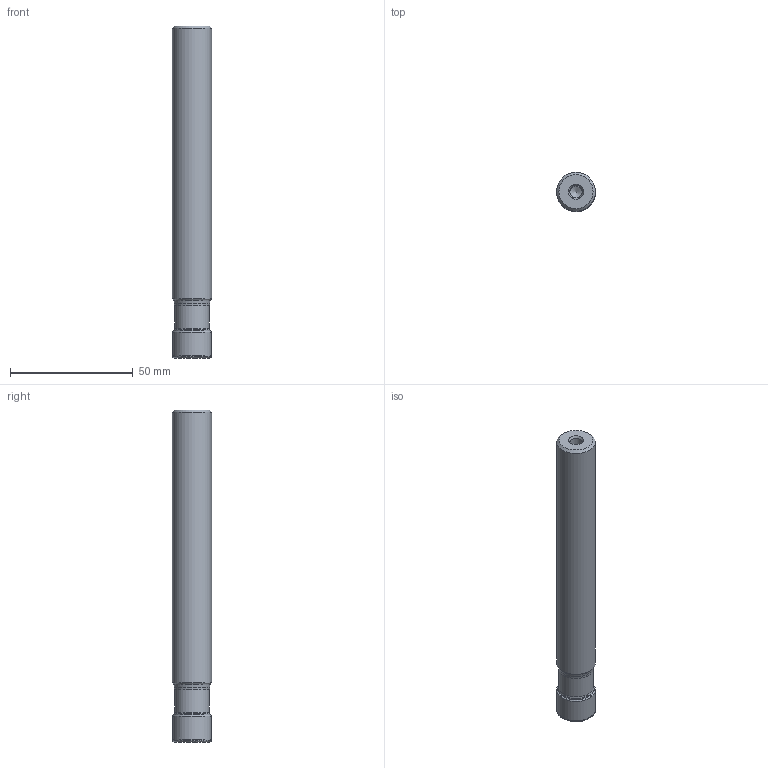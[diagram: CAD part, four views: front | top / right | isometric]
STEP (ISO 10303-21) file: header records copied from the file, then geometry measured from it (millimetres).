
FILE_DESCRIPTION(/* description */ (''),/* implementation_level */ '2;1');
FILE_NAME(/* name */ '062A2R094C062_ISAD11E_C_115010280ndi000_00_SIM.stp',/* time_stamp */ '2019-11-29T11:06:18+01:00',/* author */ (''),/* organization */ (''),/* preprocessor_version */ 'ST-DEVELOPER v16.7',/* originating_system */ 'SIEMENS PLM Software NX 12.0',/* authorisation */ '');
FILE_SCHEMA (('AUTOMOTIVE_DESIGN { 1 0 10303 214 3 1 1 1 }'));
Length unit declared in the file: millimetre
Products named in the file (1): mp5410B0C90Aq5u9
Bounding box: 15.88 x 15.88 x 135 mm (x, y, z)
Volume: 25803.5 mm3; surface area: 9444.2 mm2
Topology: 2 solids, 2 shells, 43 faces, 89 edges, 49 vertices
Faces by surface type: revolution 20, cone 9, torus 7, cylinder 4, plane 3
Full cylindrical faces by diameter (mm): 5 x1, 14.202 x1, 14.702 x1, 15.875 x1
Entity records: 1107 total; most frequent: CARTESIAN_POINT 343, DIRECTION 148, FACE_BOUND 84, EDGE_LOOP 84, ORIENTED_EDGE 84, AXIS2_PLACEMENT_3D 64, ADVANCED_FACE 43, VERTEX_POINT 43
